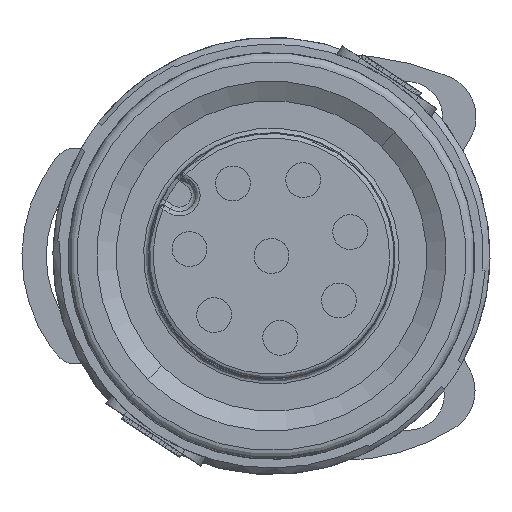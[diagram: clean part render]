
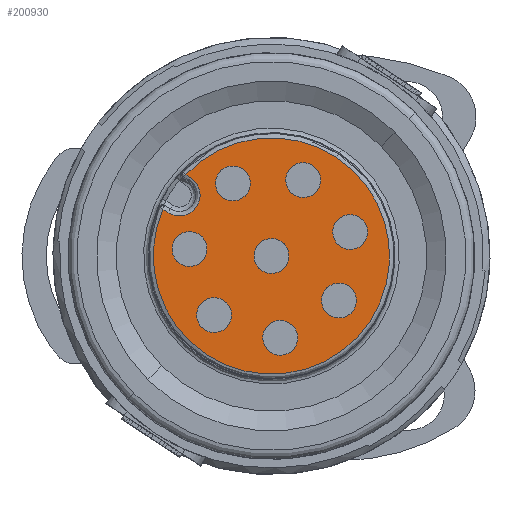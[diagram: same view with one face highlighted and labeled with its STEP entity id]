
A CAD part, left-side view. The second image highlights one B-rep face of the part: STEP entity #200930.
In plain terms, the highlighted face is planar.
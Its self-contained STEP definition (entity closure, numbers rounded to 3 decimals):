
#198970=CARTESIAN_POINT('',(18.475,34.21,
-0.3));
#198980=VERTEX_POINT('',#198970);
#199010=CARTESIAN_POINT('',(53.896,26.971,
-0.3));
#199020=DIRECTION('',(-0.98,0.2,
0.));
#199030=VECTOR('',#199020,1.);
#199040=LINE('',#199010,#199030);
#199050=CARTESIAN_POINT('',(18.342,34.237,
-0.3));
#199060=VERTEX_POINT('',#199050);
#199070=EDGE_CURVE('',#198980,#199060,#199040,.T.);
#199330=CARTESIAN_POINT('',(46.699,-8.241,
-0.3));
#199340=DIRECTION('',(0.,0.,1.));
#199350=DIRECTION('',(0.2,0.98,
0.));
#199360=AXIS2_PLACEMENT_3D('',#199330,#199340,#199350);
#199370=PLANE('',#199360);
#199380=CARTESIAN_POINT('',(19.417,34.451,
-0.3));
#199390=DIRECTION('',(0.,0.,-1.));
#199400=DIRECTION('',(0.2,0.98,
0.));
#199410=AXIS2_PLACEMENT_3D('',#199380,#199390,#199400);
#199420=CIRCLE('',#199410,0.4);
#199430=CARTESIAN_POINT('',(19.498,34.843,
-0.3));
#199440=VERTEX_POINT('',#199430);
#199450=CARTESIAN_POINT('',(19.337,34.059,
-0.3));
#199460=VERTEX_POINT('',#199450);
#199470=EDGE_CURVE('',#199440,#199460,#199420,.T.);
#199480=ORIENTED_EDGE('',*,*,#199470,.F.);
#199490=EDGE_CURVE('',#199460,#199440,#199420,.T.);
#199500=ORIENTED_EDGE('',*,*,#199490,.F.);
#199510=EDGE_LOOP('',(#199500,#199480));
#199520=FACE_BOUND('',#199510,.T.);
#199530=CARTESIAN_POINT('',(20.854,33.239,
-0.3));
#199540=DIRECTION('',(0.,0.,-1.));
#199550=DIRECTION('',(0.2,0.98,
0.));
#199560=AXIS2_PLACEMENT_3D('',#199530,#199540,#199550);
#199570=CIRCLE('',#199560,0.4);
#199580=CARTESIAN_POINT('',(20.934,33.631,
-0.3));
#199590=VERTEX_POINT('',#199580);
#199600=CARTESIAN_POINT('',(20.774,32.847,
-0.3));
#199610=VERTEX_POINT('',#199600);
#199620=EDGE_CURVE('',#199590,#199610,#199570,.T.);
#199630=ORIENTED_EDGE('',*,*,#199620,.F.);
#199640=EDGE_CURVE('',#199610,#199590,#199570,.T.);
#199650=ORIENTED_EDGE('',*,*,#199640,.F.);
#199660=EDGE_LOOP('',(#199650,#199630));
#199670=FACE_BOUND('',#199660,.T.);
#199680=CARTESIAN_POINT('',(22.32,34.42,
-0.3));
#199690=DIRECTION('',(0.,0.,-1.));
#199700=DIRECTION('',(0.2,0.98,
0.));
#199710=AXIS2_PLACEMENT_3D('',#199680,#199690,#199700);
#199720=CIRCLE('',#199710,0.4);
#199730=CARTESIAN_POINT('',(22.4,34.811,
-0.3));
#199740=VERTEX_POINT('',#199730);
#199750=CARTESIAN_POINT('',(22.24,34.028,
-0.3));
#199760=VERTEX_POINT('',#199750);
#199770=EDGE_CURVE('',#199740,#199760,#199720,.T.);
#199780=ORIENTED_EDGE('',*,*,#199770,.F.);
#199790=EDGE_CURVE('',#199760,#199740,#199720,.T.);
#199800=ORIENTED_EDGE('',*,*,#199790,.F.);
#199810=EDGE_LOOP('',(#199800,#199780));
#199820=FACE_BOUND('',#199810,.T.);
#199830=CARTESIAN_POINT('',(19.057,32.688,
-0.3));
#199840=DIRECTION('',(0.,0.,1.));
#199850=DIRECTION('',(-0.2,-0.98,
0.));
#199860=AXIS2_PLACEMENT_3D('',#199830,#199840,#199850);
#199870=CIRCLE('',#199860,0.4);
#199880=CARTESIAN_POINT('',(18.977,32.296,
-0.3));
#199890=VERTEX_POINT('',#199880);
#199900=CARTESIAN_POINT('',(19.137,33.08,
-0.3));
#199910=VERTEX_POINT('',#199900);
#199920=EDGE_CURVE('',#199890,#199910,#199870,.T.);
#199930=ORIENTED_EDGE('',*,*,#199920,.T.);
#199940=EDGE_CURVE('',#199910,#199890,#199870,.T.);
#199950=ORIENTED_EDGE('',*,*,#199940,.T.);
#199960=EDGE_LOOP('',(#199950,#199930));
#199970=FACE_BOUND('',#199960,.T.);
#199980=CARTESIAN_POINT('',(20.14,31.497,
-0.3));
#199990=DIRECTION('',(0.,0.,1.));
#200000=DIRECTION('',(-0.2,-0.98,
0.));
#200010=AXIS2_PLACEMENT_3D('',#199980,#199990,#200000);
#200020=CIRCLE('',#200010,0.4);
#200030=CARTESIAN_POINT('',(20.06,31.105,
-0.3));
#200040=VERTEX_POINT('',#200030);
#200050=CARTESIAN_POINT('',(20.221,31.889,
-0.3));
#200060=VERTEX_POINT('',#200050);
#200070=EDGE_CURVE('',#200040,#200060,#200020,.T.);
#200080=ORIENTED_EDGE('',*,*,#200070,.T.);
#200090=EDGE_CURVE('',#200060,#200040,#200020,.T.);
#200100=ORIENTED_EDGE('',*,*,#200090,.T.);
#200110=EDGE_LOOP('',(#200100,#200080));
#200120=FACE_BOUND('',#200110,.T.);
#200130=CARTESIAN_POINT('',(20.881,35.122,
-0.3));
#200140=DIRECTION('',(0.,0.,-1.));
#200150=DIRECTION('',(0.2,0.98,
0.));
#200160=AXIS2_PLACEMENT_3D('',#200130,#200140,#200150);
#200170=CIRCLE('',#200160,0.4);
#200180=CARTESIAN_POINT('',(20.962,35.514,
-0.3));
#200190=VERTEX_POINT('',#200180);
#200200=CARTESIAN_POINT('',(20.801,34.73,
-0.3));
#200210=VERTEX_POINT('',#200200);
#200220=EDGE_CURVE('',#200190,#200210,#200170,.T.);
#200230=ORIENTED_EDGE('',*,*,#200220,.F.);
#200240=EDGE_CURVE('',#200210,#200190,#200170,.T.);
#200250=ORIENTED_EDGE('',*,*,#200240,.F.);
#200260=EDGE_LOOP('',(#200250,#200230));
#200270=FACE_BOUND('',#200260,.T.);
#200280=CARTESIAN_POINT('',(22.666,32.869,
-0.3));
#200290=DIRECTION('',(0.,0.,-1.));
#200300=DIRECTION('',(0.2,0.98,
0.));
#200310=AXIS2_PLACEMENT_3D('',#200280,#200290,#200300);
#200320=CIRCLE('',#200310,0.4);
#200330=CARTESIAN_POINT('',(22.746,33.261,
-0.3));
#200340=VERTEX_POINT('',#200330);
#200350=CARTESIAN_POINT('',(22.586,32.477,
-0.3));
#200360=VERTEX_POINT('',#200350);
#200370=EDGE_CURVE('',#200340,#200360,#200320,.T.);
#200380=ORIENTED_EDGE('',*,*,#200370,.F.);
#200390=EDGE_CURVE('',#200360,#200340,#200320,.T.);
#200400=ORIENTED_EDGE('',*,*,#200390,.F.);
#200410=EDGE_LOOP('',(#200400,#200380));
#200420=FACE_BOUND('',#200410,.T.);
#200430=CARTESIAN_POINT('',(21.739,31.578,
-0.3));
#200440=DIRECTION('',(0.,0.,1.));
#200450=DIRECTION('',(-0.2,-0.98,
0.));
#200460=AXIS2_PLACEMENT_3D('',#200430,#200440,#200450);
#200470=CIRCLE('',#200460,0.4);
#200480=CARTESIAN_POINT('',(21.659,31.186,
-0.3));
#200490=VERTEX_POINT('',#200480);
#200500=CARTESIAN_POINT('',(21.819,31.97,
-0.3));
#200510=VERTEX_POINT('',#200500);
#200520=EDGE_CURVE('',#200490,#200510,#200470,.T.);
#200530=ORIENTED_EDGE('',*,*,#200520,.T.);
#200540=EDGE_CURVE('',#200510,#200490,#200470,.T.);
#200550=ORIENTED_EDGE('',*,*,#200540,.T.);
#200560=EDGE_LOOP('',(#200550,#200530));
#200570=FACE_BOUND('',#200560,.T.);
#200580=CARTESIAN_POINT('',(20.854,33.239,
-0.3));
#200590=DIRECTION('',(0.,0.,-1.));
#200600=DIRECTION('',(-0.2,-0.98,
0.));
#200610=AXIS2_PLACEMENT_3D('',#200580,#200590,#200600);
#200620=CIRCLE('',#200610,2.703);
#200630=CARTESIAN_POINT('',(20.313,30.591,
-0.3));
#200640=VERTEX_POINT('',#200630);
#200650=CARTESIAN_POINT('',(18.152,33.307,
-0.3));
#200660=VERTEX_POINT('',#200650);
#200670=EDGE_CURVE('',#200640,#200660,#200620,.T.);
#200680=ORIENTED_EDGE('',*,*,#200670,.T.);
#200690=CARTESIAN_POINT('',(21.395,35.887,
-0.3));
#200700=VERTEX_POINT('',#200690);
#200710=EDGE_CURVE('',#200700,#200640,#200620,.T.);
#200720=ORIENTED_EDGE('',*,*,#200710,.T.);
#200730=EDGE_CURVE('',#199060,#200700,#200620,.T.);
#200740=ORIENTED_EDGE('',*,*,#200730,.T.);
#200750=ORIENTED_EDGE('',*,*,#199070,.T.);
#200760=CARTESIAN_POINT('',(18.38,33.745,
-0.3));
#200770=DIRECTION('',(0.,0.,1.));
#200780=DIRECTION('',(0.2,0.98,
0.));
#200790=AXIS2_PLACEMENT_3D('',#200760,#200770,#200780);
#200800=CIRCLE('',#200790,0.475);
#200810=CARTESIAN_POINT('',(18.285,33.279,
-0.3));
#200820=VERTEX_POINT('',#200810);
#200830=EDGE_CURVE('',#200820,#198980,#200800,.T.);
#200840=ORIENTED_EDGE('',*,*,#200830,.T.);
#200850=CARTESIAN_POINT('',(53.706,26.04,
-0.3));
#200860=DIRECTION('',(0.98,-0.2,
0.));
#200870=VECTOR('',#200860,1.);
#200880=LINE('',#200850,#200870);
#200890=EDGE_CURVE('',#200660,#200820,#200880,.T.);
#200900=ORIENTED_EDGE('',*,*,#200890,.T.);
#200910=EDGE_LOOP('',(#200900,#200840,#200750,#200740,#200720,#200680));
#200920=FACE_OUTER_BOUND('',#200910,.T.);
#200930=ADVANCED_FACE('',(#199520,#199670,#199820,#199970,#200120,
#200270,#200420,#200570,#200920),#199370,.F.);
